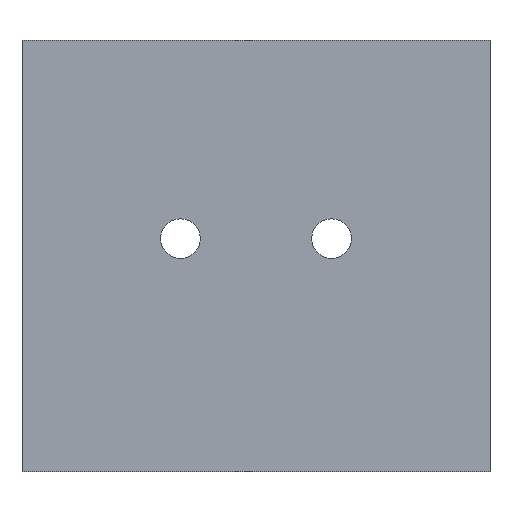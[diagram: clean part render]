
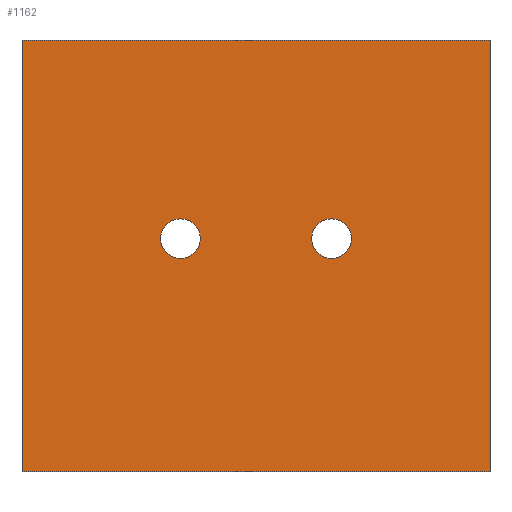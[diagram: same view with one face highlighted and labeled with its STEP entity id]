
A CAD part, front view. The second image highlights one B-rep face of the part: STEP entity #1162.
In plain terms, the highlighted planar face has unit normal (0, -1, 0).
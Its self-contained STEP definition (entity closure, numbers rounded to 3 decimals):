
#8 = EDGE_CURVE ( 'NONE', #4307, #1090, #604, .T. ) ;
#176 = EDGE_CURVE ( 'NONE', #748, #700, #2646, .T. ) ;
#203 = VERTEX_POINT ( 'NONE', #3633 ) ;
#213 = CARTESIAN_POINT ( 'NONE',  ( -1.395, 0., -21.75 ) ) ;
#297 = LINE ( 'NONE', #349, #3763 ) ;
#349 = CARTESIAN_POINT ( 'NONE',  ( 20.81, 0., -21.75 ) ) ;
#376 = DIRECTION ( 'NONE',  ( 0., 1., 0. ) ) ;
#538 = FACE_OUTER_BOUND ( 'NONE', #932, .T. ) ;
#575 = ORIENTED_EDGE ( 'NONE', *, *, #3233, .F. ) ;
#604 = CIRCLE ( 'NONE', #1137, 1. ) ;
#610 = EDGE_CURVE ( 'NONE', #1879, #3937, #2728, .T. ) ;
#682 = DIRECTION ( 'NONE',  ( 0., 0., 1. ) ) ;
#700 = VERTEX_POINT ( 'NONE', #3841 ) ;
#713 = EDGE_LOOP ( 'NONE', ( #2378, #3076 ) ) ;
#748 = VERTEX_POINT ( 'NONE', #751 ) ;
#751 = CARTESIAN_POINT ( 'NONE',  ( 6.595, 0., -11. ) ) ;
#859 = EDGE_CURVE ( 'NONE', #1090, #4307, #1687, .T. ) ;
#907 = DIRECTION ( 'NONE',  ( 0., -1., 0. ) ) ;
#932 = EDGE_LOOP ( 'NONE', ( #3871, #4254, #575, #2361 ) ) ;
#1040 = CARTESIAN_POINT ( 'NONE',  ( 20.81, 0., 0. ) ) ;
#1067 = AXIS2_PLACEMENT_3D ( 'NONE', #1040, #376, #682 ) ;
#1078 = VECTOR ( 'NONE', #2542, 1000. ) ;
#1090 = VERTEX_POINT ( 'NONE', #2885 ) ;
#1111 = CARTESIAN_POINT ( 'NONE',  ( 6.595, 0., -10. ) ) ;
#1137 = AXIS2_PLACEMENT_3D ( 'NONE', #2906, #907, #2583 ) ;
#1162 = ADVANCED_FACE ( 'NONE', ( #3101, #4003, #538 ), #3209, .F. ) ;
#1238 = DIRECTION ( 'NONE',  ( 0., 0., 1. ) ) ;
#1285 = ORIENTED_EDGE ( 'NONE', *, *, #3943, .F. ) ;
#1297 = AXIS2_PLACEMENT_3D ( 'NONE', #4005, #1974, #4330 ) ;
#1462 = DIRECTION ( 'NONE',  ( -1., 0., 0. ) ) ;
#1520 = AXIS2_PLACEMENT_3D ( 'NONE', #3282, #1551, #3201 ) ;
#1523 = DIRECTION ( 'NONE',  ( 0., -1., 0. ) ) ;
#1551 = DIRECTION ( 'NONE',  ( 0., -1., 0. ) ) ;
#1602 = ORIENTED_EDGE ( 'NONE', *, *, #176, .F. ) ;
#1687 = CIRCLE ( 'NONE', #1520, 1. ) ;
#1771 = CARTESIAN_POINT ( 'NONE',  ( 22.205, 0., -21.75 ) ) ;
#1879 = VERTEX_POINT ( 'NONE', #3861 ) ;
#1882 = DIRECTION ( 'NONE',  ( 0., 0., -1. ) ) ;
#1974 = DIRECTION ( 'NONE',  ( 0., -1., 0. ) ) ;
#2077 = LINE ( 'NONE', #4238, #3774 ) ;
#2234 = CIRCLE ( 'NONE', #1297, 1. ) ;
#2357 = DIRECTION ( 'NONE',  ( -1., 0., 0. ) ) ;
#2361 = ORIENTED_EDGE ( 'NONE', *, *, #2465, .F. ) ;
#2378 = ORIENTED_EDGE ( 'NONE', *, *, #859, .F. ) ;
#2449 = EDGE_LOOP ( 'NONE', ( #1285, #1602 ) ) ;
#2465 = EDGE_CURVE ( 'NONE', #1879, #4134, #2077, .T. ) ;
#2534 = CARTESIAN_POINT ( 'NONE',  ( 14.215, 0., -11. ) ) ;
#2542 = DIRECTION ( 'NONE',  ( 0., 0., 1. ) ) ;
#2583 = DIRECTION ( 'NONE',  ( 0., 0., 1. ) ) ;
#2634 = VECTOR ( 'NONE', #1462, 1000. ) ;
#2646 = CIRCLE ( 'NONE', #3586, 1. ) ;
#2728 = LINE ( 'NONE', #3805, #2634 ) ;
#2853 = LINE ( 'NONE', #213, #1078 ) ;
#2885 = CARTESIAN_POINT ( 'NONE',  ( 14.215, 0., -9. ) ) ;
#2906 = CARTESIAN_POINT ( 'NONE',  ( 14.215, 0., -10. ) ) ;
#3076 = ORIENTED_EDGE ( 'NONE', *, *, #8, .F. ) ;
#3101 = FACE_BOUND ( 'NONE', #713, .T. ) ;
#3201 = DIRECTION ( 'NONE',  ( 0., 0., 1. ) ) ;
#3209 = PLANE ( 'NONE',  #1067 ) ;
#3233 = EDGE_CURVE ( 'NONE', #4134, #203, #297, .T. ) ;
#3282 = CARTESIAN_POINT ( 'NONE',  ( 14.215, 0., -10. ) ) ;
#3328 = CARTESIAN_POINT ( 'NONE',  ( -1.395, 0., 0. ) ) ;
#3586 = AXIS2_PLACEMENT_3D ( 'NONE', #1111, #1523, #1238 ) ;
#3633 = CARTESIAN_POINT ( 'NONE',  ( -1.395, 0., -21.75 ) ) ;
#3762 = EDGE_CURVE ( 'NONE', #203, #3937, #2853, .T. ) ;
#3763 = VECTOR ( 'NONE', #2357, 1000. ) ;
#3774 = VECTOR ( 'NONE', #1882, 1000. ) ;
#3805 = CARTESIAN_POINT ( 'NONE',  ( 20.81, 0., 0. ) ) ;
#3841 = CARTESIAN_POINT ( 'NONE',  ( 6.595, 0., -9. ) ) ;
#3861 = CARTESIAN_POINT ( 'NONE',  ( 22.205, 0., 0. ) ) ;
#3871 = ORIENTED_EDGE ( 'NONE', *, *, #610, .T. ) ;
#3937 = VERTEX_POINT ( 'NONE', #3328 ) ;
#3943 = EDGE_CURVE ( 'NONE', #700, #748, #2234, .T. ) ;
#4003 = FACE_BOUND ( 'NONE', #2449, .T. ) ;
#4005 = CARTESIAN_POINT ( 'NONE',  ( 6.595, 0., -10. ) ) ;
#4134 = VERTEX_POINT ( 'NONE', #1771 ) ;
#4238 = CARTESIAN_POINT ( 'NONE',  ( 22.205, 0., 0. ) ) ;
#4254 = ORIENTED_EDGE ( 'NONE', *, *, #3762, .F. ) ;
#4307 = VERTEX_POINT ( 'NONE', #2534 ) ;
#4330 = DIRECTION ( 'NONE',  ( 0., 0., 1. ) ) ;
